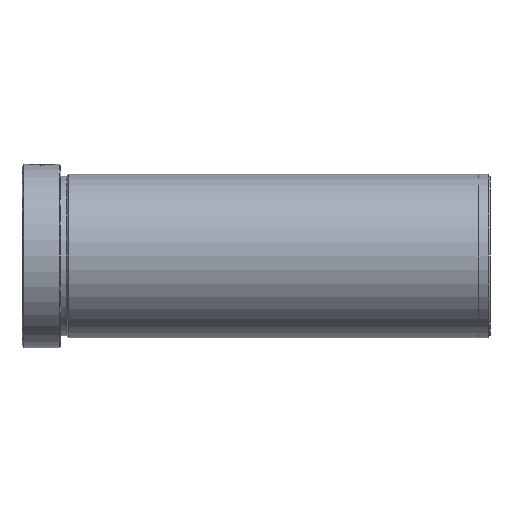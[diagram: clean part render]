
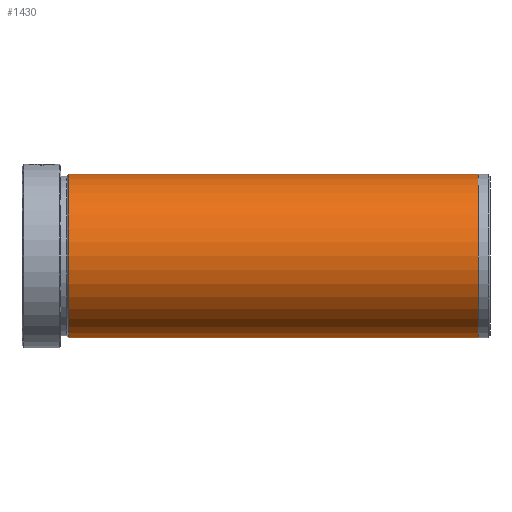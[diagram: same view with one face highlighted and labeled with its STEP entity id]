
A CAD part, left-side view. The second image highlights one B-rep face of the part: STEP entity #1430.
In plain terms, the highlighted cylindrical face has radius 21 mm (diameter 42 mm), a partial arc.
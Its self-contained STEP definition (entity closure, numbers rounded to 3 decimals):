
#11 = DIRECTION ( 'NONE',  ( 0., 0., -1. ) ) ;
#28 = EDGE_CURVE ( 'NONE', #733, #478, #962, .T. ) ;
#80 = ORIENTED_EDGE ( 'NONE', *, *, #28, .T. ) ;
#111 = EDGE_CURVE ( 'NONE', #1348, #478, #511, .T. ) ;
#159 = DIRECTION ( 'NONE',  ( 0., 1., 0. ) ) ;
#188 = CARTESIAN_POINT ( 'NONE',  ( 0., 0., 0. ) ) ;
#361 = LINE ( 'NONE', #433, #1437 ) ;
#369 = AXIS2_PLACEMENT_3D ( 'NONE', #1452, #1447, #1441 ) ;
#398 = EDGE_LOOP ( 'NONE', ( #1393, #663, #80, #1335 ) ) ;
#433 = CARTESIAN_POINT ( 'NONE',  ( 0., 0., -21. ) ) ;
#478 = VERTEX_POINT ( 'NONE', #1354 ) ;
#482 = DIRECTION ( 'NONE',  ( 0., 1., 0. ) ) ;
#511 = CIRCLE ( 'NONE', #369, 21. ) ;
#571 = DIRECTION ( 'NONE',  ( 0., 1., 0. ) ) ;
#599 = CARTESIAN_POINT ( 'NONE',  ( 0., -117., -21. ) ) ;
#663 = ORIENTED_EDGE ( 'NONE', *, *, #1503, .F. ) ;
#682 = EDGE_CURVE ( 'NONE', #1552, #1348, #361, .T. ) ;
#733 = VERTEX_POINT ( 'NONE', #1295 ) ;
#864 = DIRECTION ( 'NONE',  ( 0., -1., 0. ) ) ;
#962 = LINE ( 'NONE', #1696, #1729 ) ;
#1072 = CYLINDRICAL_SURFACE ( 'NONE', #1101, 21. ) ;
#1101 = AXIS2_PLACEMENT_3D ( 'NONE', #188, #482, #1743 ) ;
#1295 = CARTESIAN_POINT ( 'NONE',  ( 0., -117., 21. ) ) ;
#1335 = ORIENTED_EDGE ( 'NONE', *, *, #111, .F. ) ;
#1348 = VERTEX_POINT ( 'NONE', #1448 ) ;
#1354 = CARTESIAN_POINT ( 'NONE',  ( 0., -12., 21. ) ) ;
#1372 = CIRCLE ( 'NONE', #1601, 21. ) ;
#1393 = ORIENTED_EDGE ( 'NONE', *, *, #682, .F. ) ;
#1430 = ADVANCED_FACE ( 'NONE', ( #1544 ), #1072, .T. ) ;
#1437 = VECTOR ( 'NONE', #571, 1000. ) ;
#1441 = DIRECTION ( 'NONE',  ( 0., 0., 1. ) ) ;
#1447 = DIRECTION ( 'NONE',  ( 0., 1., 0. ) ) ;
#1448 = CARTESIAN_POINT ( 'NONE',  ( 0., -12., -21. ) ) ;
#1452 = CARTESIAN_POINT ( 'NONE',  ( 0., -12., 0. ) ) ;
#1503 = EDGE_CURVE ( 'NONE', #733, #1552, #1372, .T. ) ;
#1544 = FACE_OUTER_BOUND ( 'NONE', #398, .T. ) ;
#1552 = VERTEX_POINT ( 'NONE', #599 ) ;
#1601 = AXIS2_PLACEMENT_3D ( 'NONE', #1720, #864, #11 ) ;
#1696 = CARTESIAN_POINT ( 'NONE',  ( 0., 0., 21. ) ) ;
#1720 = CARTESIAN_POINT ( 'NONE',  ( 0., -117., 0. ) ) ;
#1729 = VECTOR ( 'NONE', #159, 1000. ) ;
#1743 = DIRECTION ( 'NONE',  ( 0., 0., 1. ) ) ;
